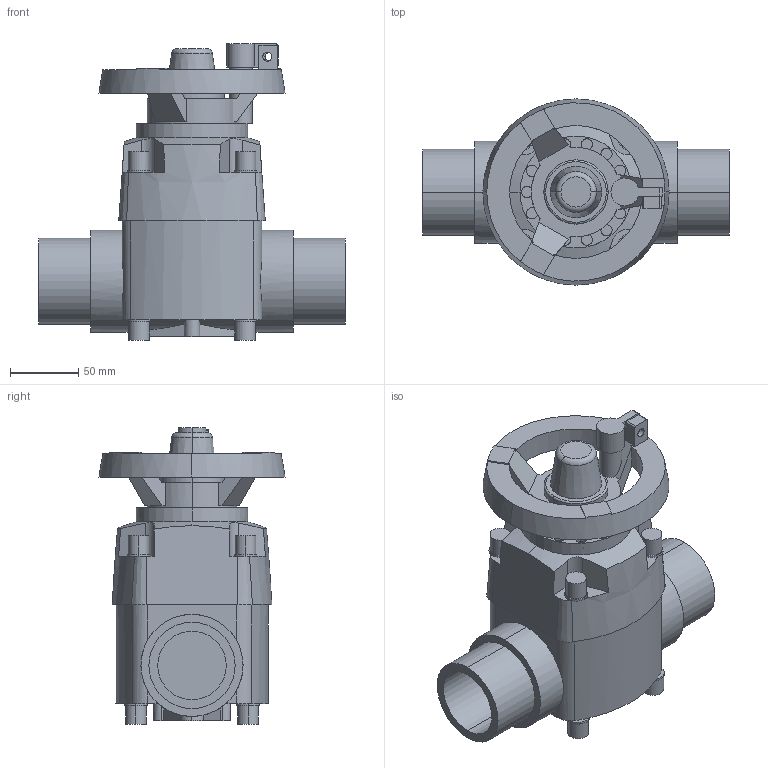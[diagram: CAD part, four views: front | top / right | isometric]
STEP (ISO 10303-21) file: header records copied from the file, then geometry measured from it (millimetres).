
FILE_DESCRIPTION(('STEP AP214'),'1');
FILE_NAME('cctmp_C9312CEF-DFC0-4F72-AF0C-4E477F4A5D8A_2018_12_17_13_30_5_170..stp','2018-12-17T12:30:05',('Praher Valves GmbH'),('CADClick - www.CADClick.com'),'Spatial InterOp 3D',' ','unknown authorization');
FILE_SCHEMA(('AUTOMOTIVE_DESIGN'));
Length unit declared in the file: millimetre
Products named in the file (1): 122847
Bounding box: 224 x 136 x 216.61 mm (x, y, z)
Volume: 1864706.6 mm3; surface area: 172344.3 mm2
Topology: 1 solids, 2 shells, 288 faces, 753 edges, 482 vertices
Faces by surface type: plane 144, cylinder 128, cone 12, torus 4
Entity records: 11950 total; most frequent: CARTESIAN_POINT 2262, DIRECTION 1686, ORIENTED_EDGE 1506, EDGE_CURVE 753, AXIS2_PLACEMENT_3D 688, VERTEX_POINT 482, CIRCLE 381, EDGE_LOOP 311
